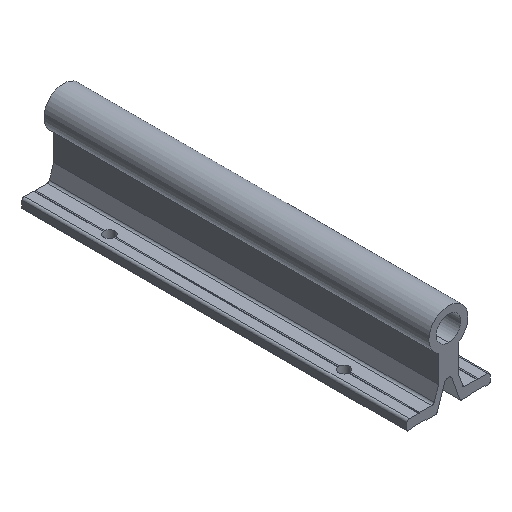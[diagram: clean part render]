
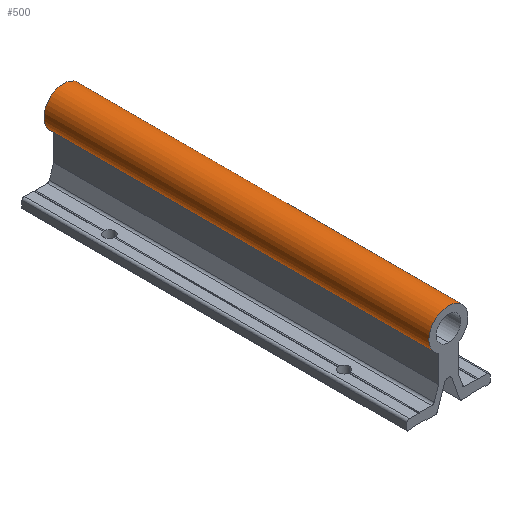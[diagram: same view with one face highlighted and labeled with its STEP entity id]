
A CAD part, isometric view. The second image highlights one B-rep face of the part: STEP entity #500.
In plain terms, the highlighted cylindrical face has radius 12.7 mm (diameter 25.4 mm), a partial arc.
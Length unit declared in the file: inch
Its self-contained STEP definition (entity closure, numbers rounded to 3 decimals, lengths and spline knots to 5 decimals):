
#128 = ORIENTED_EDGE ( 'NONE', *, *, #1389, .F. ) ;
#158 = CARTESIAN_POINT ( 'NONE',  ( -0.25, -9.87126, 1.31698 ) ) ;
#206 = EDGE_CURVE ( 'NONE', #1875, #608, #683, .T. ) ;
#306 = CARTESIAN_POINT ( 'NONE',  ( 0., -9.87126, 1.75 ) ) ;
#432 = DIRECTION ( 'NONE',  ( 0., 0., -1. ) ) ;
#500 = ADVANCED_FACE ( 'NONE', ( #917 ), #974, .T. ) ;
#608 = VERTEX_POINT ( 'NONE', #995 ) ;
#614 = DIRECTION ( 'NONE',  ( 0., 1., 0. ) ) ;
#683 = LINE ( 'NONE', #1126, #1483 ) ;
#844 = EDGE_CURVE ( 'NONE', #1489, #1461, #1673, .T. ) ;
#886 = CIRCLE ( 'NONE', #1093, 0.5 ) ;
#917 = FACE_OUTER_BOUND ( 'NONE', #1585, .T. ) ;
#938 = CARTESIAN_POINT ( 'NONE',  ( 0.25058, -9.87126, 1.31732 ) ) ;
#974 = CYLINDRICAL_SURFACE ( 'NONE', #1824, 0.5 ) ;
#991 = DIRECTION ( 'NONE',  ( 0., 0., -1. ) ) ;
#995 = CARTESIAN_POINT ( 'NONE',  ( 0.25058, -0.02874, 1.31732 ) ) ;
#1018 = AXIS2_PLACEMENT_3D ( 'NONE', #306, #1092, #1411 ) ;
#1092 = DIRECTION ( 'NONE',  ( 0., -1., 0. ) ) ;
#1093 = AXIS2_PLACEMENT_3D ( 'NONE', #2031, #614, #432 ) ;
#1126 = CARTESIAN_POINT ( 'NONE',  ( 0.25058, 0., 1.31732 ) ) ;
#1158 = ORIENTED_EDGE ( 'NONE', *, *, #206, .T. ) ;
#1212 = CIRCLE ( 'NONE', #1018, 0.5 ) ;
#1241 = VECTOR ( 'NONE', #1532, 39.37008 ) ;
#1251 = ORIENTED_EDGE ( 'NONE', *, *, #1416, .F. ) ;
#1275 = DIRECTION ( 'NONE',  ( 0., -1., 0. ) ) ;
#1283 = ORIENTED_EDGE ( 'NONE', *, *, #844, .T. ) ;
#1330 = CARTESIAN_POINT ( 'NONE',  ( 0., 0., 1.75 ) ) ;
#1389 = EDGE_CURVE ( 'NONE', #1489, #608, #886, .T. ) ;
#1411 = DIRECTION ( 'NONE',  ( 0., 0., 1. ) ) ;
#1416 = EDGE_CURVE ( 'NONE', #1875, #1461, #1212, .T. ) ;
#1461 = VERTEX_POINT ( 'NONE', #158 ) ;
#1483 = VECTOR ( 'NONE', #1943, 39.37008 ) ;
#1489 = VERTEX_POINT ( 'NONE', #1904 ) ;
#1532 = DIRECTION ( 'NONE',  ( 0., -1., 0. ) ) ;
#1585 = EDGE_LOOP ( 'NONE', ( #1158, #128, #1283, #1251 ) ) ;
#1673 = LINE ( 'NONE', #1700, #1241 ) ;
#1700 = CARTESIAN_POINT ( 'NONE',  ( -0.25, 0., 1.31698 ) ) ;
#1824 = AXIS2_PLACEMENT_3D ( 'NONE', #1330, #1275, #991 ) ;
#1875 = VERTEX_POINT ( 'NONE', #938 ) ;
#1904 = CARTESIAN_POINT ( 'NONE',  ( -0.25, -0.02874, 1.31698 ) ) ;
#1943 = DIRECTION ( 'NONE',  ( 0., 1., 0. ) ) ;
#2031 = CARTESIAN_POINT ( 'NONE',  ( 0., -0.02874, 1.75 ) ) ;
